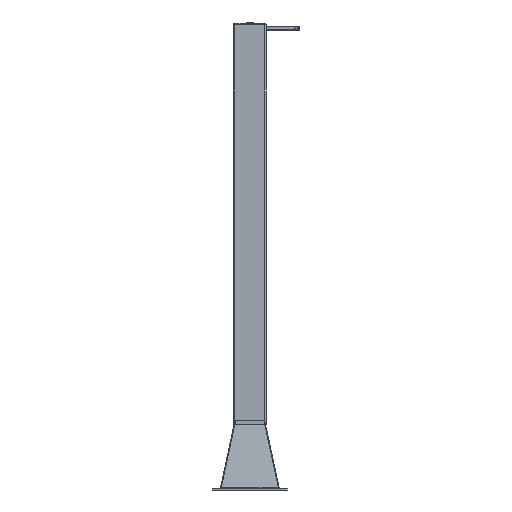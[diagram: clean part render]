
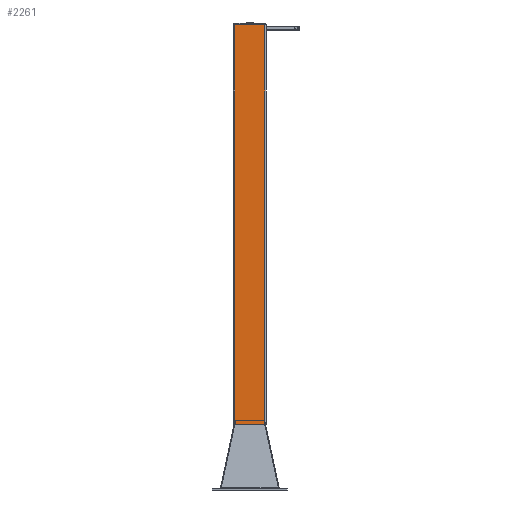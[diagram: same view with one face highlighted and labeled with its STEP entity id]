
A CAD part, left-side view. The second image highlights one B-rep face of the part: STEP entity #2261.
In plain terms, the highlighted face is planar.
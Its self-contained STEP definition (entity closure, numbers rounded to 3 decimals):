
#2261=ADVANCED_FACE('',(#4117),#4118,.T.);
#4117=FACE_OUTER_BOUND('',#9036,.T.);
#4118=PLANE('',#9037);
#9036=EDGE_LOOP('',(#15199,#15200,#15201,#15202));
#9037=AXIS2_PLACEMENT_3D('',#15203,#15204,#15205);
#15199=ORIENTED_EDGE('',*,*,#19941,.T.);
#15200=ORIENTED_EDGE('',*,*,#19942,.F.);
#15201=ORIENTED_EDGE('',*,*,#19943,.T.);
#15202=ORIENTED_EDGE('',*,*,#19944,.T.);
#15203=CARTESIAN_POINT('',(0.,-125.,0.));
#15204=DIRECTION('',(0.,-1.,0.));
#15205=DIRECTION('',(1.,0.,0.));
#19941=EDGE_CURVE('',#21912,#21913,#21914,.T.);
#19942=EDGE_CURVE('',#21915,#21913,#21916,.T.);
#19943=EDGE_CURVE('',#21915,#21917,#21918,.T.);
#19944=EDGE_CURVE('',#21917,#21912,#21919,.T.);
#21912=VERTEX_POINT('',#25127);
#21913=VERTEX_POINT('',#25128);
#21914=LINE('',#25129,#25130);
#21915=VERTEX_POINT('',#25131);
#21916=LINE('',#25132,#25133);
#21917=VERTEX_POINT('',#25134);
#21918=LINE('',#25135,#25136);
#21919=LINE('',#25137,#25138);
#25127=CARTESIAN_POINT('',(113.,-125.,3000.));
#25128=CARTESIAN_POINT('',(-113.,-125.,3000.));
#25129=CARTESIAN_POINT('',(-113.,-125.,3000.));
#25130=VECTOR('',#31274,1.);
#25131=CARTESIAN_POINT('',(-113.,-125.,0.));
#25132=CARTESIAN_POINT('',(-113.,-125.,0.));
#25133=VECTOR('',#31275,1.);
#25134=CARTESIAN_POINT('',(113.,-125.,0.));
#25135=CARTESIAN_POINT('',(-113.,-125.,0.));
#25136=VECTOR('',#31276,1.);
#25137=CARTESIAN_POINT('',(113.,-125.,0.));
#25138=VECTOR('',#31277,1.);
#31274=DIRECTION('',(-1.,0.,0.));
#31275=DIRECTION('',(0.,0.,1.));
#31276=DIRECTION('',(1.,0.,0.));
#31277=DIRECTION('',(0.,0.,1.));
